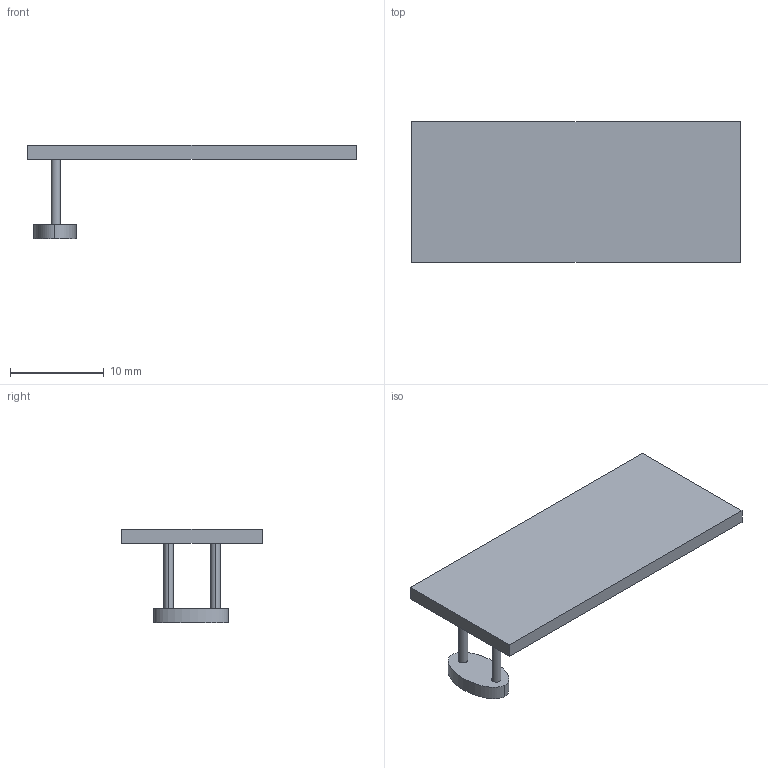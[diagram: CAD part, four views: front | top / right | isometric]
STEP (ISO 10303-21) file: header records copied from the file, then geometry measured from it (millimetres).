
FILE_DESCRIPTION (( 'STEP AP214' ), '1' );
FILE_NAME ('嫖鏗耀輸.STEP', '2020-07-20T11:34:56', ( '' ), ( '' ), 'SwSTEP 2.0', 'SolidWorks 2019', '' );
FILE_SCHEMA (( 'AUTOMOTIVE_DESIGN' ));
Length unit declared in the file: millimetre
Products named in the file (1): 嫖鏗耀輸
Bounding box: 35 x 15 x 10 mm (x, y, z)
Volume: 840.3 mm3; surface area: 1326.4 mm2
Topology: 1 solids, 1 shells, 14 faces, 30 edges, 20 vertices
Faces by surface type: plane 8, cylinder 4, bspline 2
Entity records: 426 total; most frequent: CARTESIAN_POINT 91, ORIENTED_EDGE 60, DIRECTION 60, EDGE_CURVE 30, AXIS2_PLACEMENT_3D 21, VERTEX_POINT 20, VECTOR 18, EDGE_LOOP 18
